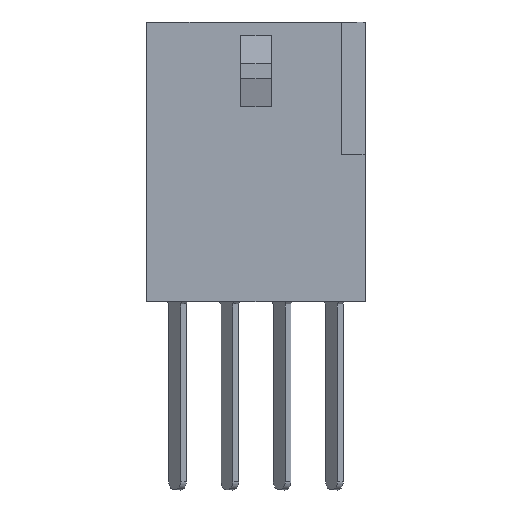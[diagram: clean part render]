
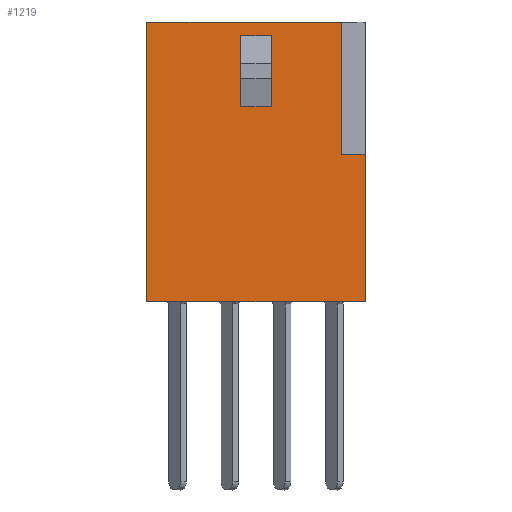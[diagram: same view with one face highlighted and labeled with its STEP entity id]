
A CAD part, top view. The second image highlights one B-rep face of the part: STEP entity #1219.
In plain terms, the highlighted planar face has unit normal (0, 0, 1).
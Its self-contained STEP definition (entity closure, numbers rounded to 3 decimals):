
#6 = VERTEX_POINT ( 'NONE', #2340 ) ;
#54 = VECTOR ( 'NONE', #1872, 1000. ) ;
#125 = LINE ( 'NONE', #1167, #6585 ) ;
#146 = LINE ( 'NONE', #2136, #5589 ) ;
#335 = VERTEX_POINT ( 'NONE', #1095 ) ;
#591 = LINE ( 'NONE', #6869, #3298 ) ;
#602 = CARTESIAN_POINT ( 'NONE',  ( 9.32, 8.991, 2.54 ) ) ;
#725 = CARTESIAN_POINT ( 'NONE',  ( -2.324, 10.033, 2.54 ) ) ;
#805 = ORIENTED_EDGE ( 'NONE', *, *, #6770, .T. ) ;
#1051 = LINE ( 'NONE', #4198, #3337 ) ;
#1095 = CARTESIAN_POINT ( 'NONE',  ( 12.408, 10.033, 2.54 ) ) ;
#1110 = LINE ( 'NONE', #5446, #2268 ) ;
#1167 = CARTESIAN_POINT ( 'NONE',  ( 12.408, 48.54, 2.54 ) ) ;
#1177 = CARTESIAN_POINT ( 'NONE',  ( 4.801, 8.992, 2.54 ) ) ;
#1219 = ADVANCED_FACE ( 'NONE', ( #5883, #4838 ), #3122, .T. ) ;
#1303 = ORIENTED_EDGE ( 'NONE', *, *, #2834, .F. ) ;
#1564 = EDGE_LOOP ( 'NONE', ( #6021, #1584, #1303, #6314, #3748, #805 ) ) ;
#1584 = ORIENTED_EDGE ( 'NONE', *, *, #6974, .F. ) ;
#1610 = EDGE_CURVE ( 'NONE', #4154, #2724, #1110, .T. ) ;
#1632 = ORIENTED_EDGE ( 'NONE', *, *, #5758, .T. ) ;
#1654 = DIRECTION ( 'NONE',  ( 1., 0., 0. ) ) ;
#1657 = VERTEX_POINT ( 'NONE', #3335 ) ;
#1872 = DIRECTION ( 'NONE',  ( -1., 0., 0. ) ) ;
#1894 = CARTESIAN_POINT ( 'NONE',  ( 4.801, 8.991, 2.54 ) ) ;
#1915 = LINE ( 'NONE', #602, #3275 ) ;
#1934 = DIRECTION ( 'NONE',  ( 1., 0., 0. ) ) ;
#2136 = CARTESIAN_POINT ( 'NONE',  ( -2.324, 0., 2.54 ) ) ;
#2268 = VECTOR ( 'NONE', #6562, 1000. ) ;
#2340 = CARTESIAN_POINT ( 'NONE',  ( 14.211, -11.176, 2.54 ) ) ;
#2642 = CARTESIAN_POINT ( 'NONE',  ( 7.087, 8.992, 2.54 ) ) ;
#2706 = DIRECTION ( 'NONE',  ( 1., 0., 0. ) ) ;
#2724 = VERTEX_POINT ( 'NONE', #725 ) ;
#2758 = DIRECTION ( 'NONE',  ( -1., 0., 0. ) ) ;
#2834 = EDGE_CURVE ( 'NONE', #2724, #335, #591, .T. ) ;
#2907 = ORIENTED_EDGE ( 'NONE', *, *, #6890, .F. ) ;
#2910 = CARTESIAN_POINT ( 'NONE',  ( 12.408, 0., 2.54 ) ) ;
#3122 = PLANE ( 'NONE',  #5805 ) ;
#3168 = LINE ( 'NONE', #3227, #6843 ) ;
#3227 = CARTESIAN_POINT ( 'NONE',  ( -2.324, -11.176, 2.54 ) ) ;
#3275 = VECTOR ( 'NONE', #2758, 1000. ) ;
#3288 = DIRECTION ( 'NONE',  ( 0., 1., 0. ) ) ;
#3298 = VECTOR ( 'NONE', #1934, 1000. ) ;
#3335 = CARTESIAN_POINT ( 'NONE',  ( 7.087, 3.608, 2.54 ) ) ;
#3337 = VECTOR ( 'NONE', #4216, 1000. ) ;
#3383 = VERTEX_POINT ( 'NONE', #6683 ) ;
#3588 = CARTESIAN_POINT ( 'NONE',  ( 4.801, 3.608, 2.54 ) ) ;
#3691 = VECTOR ( 'NONE', #3853, 1000. ) ;
#3748 = ORIENTED_EDGE ( 'NONE', *, *, #6864, .T. ) ;
#3853 = DIRECTION ( 'NONE',  ( 0., -1., 0. ) ) ;
#3927 = VECTOR ( 'NONE', #3288, 1000. ) ;
#4033 = CARTESIAN_POINT ( 'NONE',  ( 9.32, 3.608, 2.54 ) ) ;
#4154 = VERTEX_POINT ( 'NONE', #5512 ) ;
#4198 = CARTESIAN_POINT ( 'NONE',  ( 14.211, -11.176, 2.54 ) ) ;
#4216 = DIRECTION ( 'NONE',  ( 0., 1., 0. ) ) ;
#4567 = VERTEX_POINT ( 'NONE', #4865 ) ;
#4659 = EDGE_CURVE ( 'NONE', #3383, #5712, #1915, .T. ) ;
#4669 = EDGE_LOOP ( 'NONE', ( #1632, #4761, #5476, #2907 ) ) ;
#4761 = ORIENTED_EDGE ( 'NONE', *, *, #6135, .F. ) ;
#4838 = FACE_OUTER_BOUND ( 'NONE', #1564, .T. ) ;
#4865 = CARTESIAN_POINT ( 'NONE',  ( 14.211, 0., 2.54 ) ) ;
#4905 = DIRECTION ( 'NONE',  ( 1., 0., 0. ) ) ;
#4963 = CARTESIAN_POINT ( 'NONE',  ( -2.324, -11.176, 2.54 ) ) ;
#5057 = EDGE_CURVE ( 'NONE', #5170, #4567, #146, .T. ) ;
#5140 = LINE ( 'NONE', #1177, #3691 ) ;
#5147 = LINE ( 'NONE', #4033, #54 ) ;
#5170 = VERTEX_POINT ( 'NONE', #2910 ) ;
#5394 = LINE ( 'NONE', #2642, #3927 ) ;
#5446 = CARTESIAN_POINT ( 'NONE',  ( -2.324, -11.176, 2.54 ) ) ;
#5476 = ORIENTED_EDGE ( 'NONE', *, *, #4659, .F. ) ;
#5512 = CARTESIAN_POINT ( 'NONE',  ( -2.324, -11.176, 2.54 ) ) ;
#5551 = DIRECTION ( 'NONE',  ( 0., -1., 0. ) ) ;
#5589 = VECTOR ( 'NONE', #1654, 1000. ) ;
#5712 = VERTEX_POINT ( 'NONE', #1894 ) ;
#5758 = EDGE_CURVE ( 'NONE', #1657, #5826, #5147, .T. ) ;
#5805 = AXIS2_PLACEMENT_3D ( 'NONE', #4963, #6503, #2706 ) ;
#5826 = VERTEX_POINT ( 'NONE', #3588 ) ;
#5883 = FACE_BOUND ( 'NONE', #4669, .T. ) ;
#6021 = ORIENTED_EDGE ( 'NONE', *, *, #5057, .F. ) ;
#6135 = EDGE_CURVE ( 'NONE', #5712, #5826, #5140, .T. ) ;
#6314 = ORIENTED_EDGE ( 'NONE', *, *, #1610, .F. ) ;
#6503 = DIRECTION ( 'NONE',  ( 0., 0., 1. ) ) ;
#6562 = DIRECTION ( 'NONE',  ( 0., 1., 0. ) ) ;
#6585 = VECTOR ( 'NONE', #5551, 1000. ) ;
#6683 = CARTESIAN_POINT ( 'NONE',  ( 7.087, 8.991, 2.54 ) ) ;
#6770 = EDGE_CURVE ( 'NONE', #6, #4567, #1051, .T. ) ;
#6843 = VECTOR ( 'NONE', #4905, 1000. ) ;
#6864 = EDGE_CURVE ( 'NONE', #4154, #6, #3168, .T. ) ;
#6869 = CARTESIAN_POINT ( 'NONE',  ( -2.324, 10.033, 2.54 ) ) ;
#6890 = EDGE_CURVE ( 'NONE', #1657, #3383, #5394, .T. ) ;
#6974 = EDGE_CURVE ( 'NONE', #335, #5170, #125, .T. ) ;
